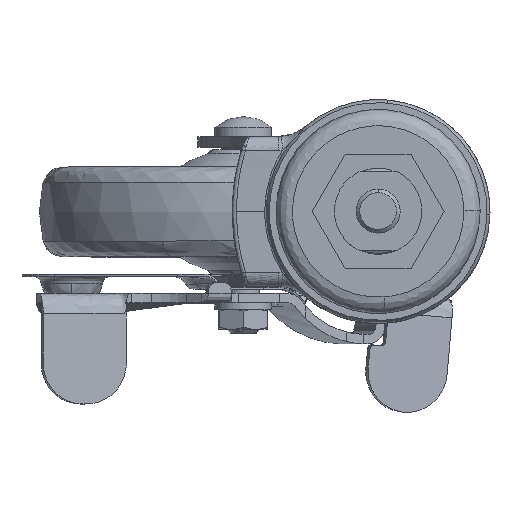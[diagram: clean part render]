
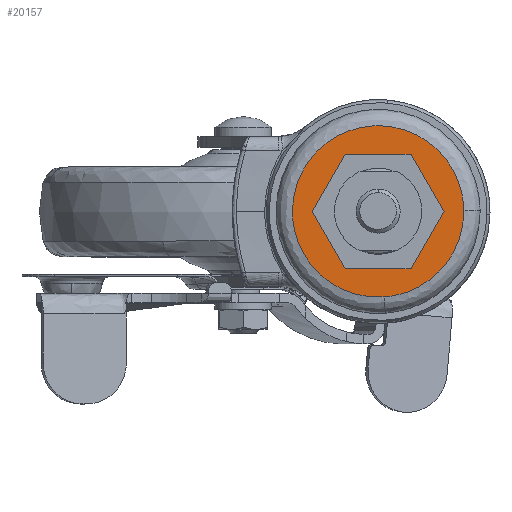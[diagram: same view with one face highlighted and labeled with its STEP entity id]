
A CAD part, top view. The second image highlights one B-rep face of the part: STEP entity #20157.
In plain terms, the highlighted free-form (B-spline) face has degree [1, 1] with [2, 2] control points.
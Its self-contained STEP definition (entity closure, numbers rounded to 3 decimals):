
#15517=CARTESIAN_POINT('',(-8.927,-3.532,-2.499));
#15518=VERTEX_POINT('',#15517);
#15524=CARTESIAN_POINT('',(0.753,-9.57,-2.499));
#15525=VERTEX_POINT('',#15524);
#15526=CARTESIAN_POINT('',(0.753,-9.57,-2.499));
#15527=CARTESIAN_POINT('',(0.377,-9.6,-2.499));
#15528=CARTESIAN_POINT('',(0.,-9.6,-2.499));
#15529=CARTESIAN_POINT('',(-6.526,-9.6,-2.499));
#15530=CARTESIAN_POINT('',(-8.927,-3.532,-2.499));
#15538=(BOUNDED_CURVE()B_SPLINE_CURVE(2,(#15526,#15527,#15528,#15529,#15530),.UNSPECIFIED.,.F.,.U.)B_SPLINE_CURVE_WITH_KNOTS((3,2,3),(0.736,0.75,0.938),.UNSPECIFIED.)CURVE()GEOMETRIC_REPRESENTATION_ITEM()RATIONAL_B_SPLINE_CURVE((0.97,0.984,1.0,0.78,0.89))REPRESENTATION_ITEM(''));
#15539=EDGE_CURVE('',#15525,#15518,#15538,.T.);
#15633=CARTESIAN_POINT('',(9.6,0.0,-2.499));
#15634=VERTEX_POINT('',#15633);
#15635=CARTESIAN_POINT('',(9.6,0.0,-2.499));
#15636=CARTESIAN_POINT('',(9.6,-8.874,-2.499));
#15637=CARTESIAN_POINT('',(0.753,-9.57,-2.499));
#15645=(BOUNDED_CURVE()B_SPLINE_CURVE(2,(#15635,#15636,#15637),.UNSPECIFIED.,.F.,.U.)B_SPLINE_CURVE_WITH_KNOTS((3,3),(0.5,0.736),.UNSPECIFIED.)CURVE()GEOMETRIC_REPRESENTATION_ITEM()RATIONAL_B_SPLINE_CURVE((1.0,0.723,0.97))REPRESENTATION_ITEM(''));
#15646=EDGE_CURVE('',#15634,#15525,#15645,.T.);
#15648=CARTESIAN_POINT('',(-9.6,0.0,-2.499));
#15649=VERTEX_POINT('',#15648);
#15650=CARTESIAN_POINT('',(-9.6,0.0,-2.499));
#15651=CARTESIAN_POINT('',(-9.6,9.6,-2.499));
#15652=CARTESIAN_POINT('',(0.,9.6,-2.499));
#15653=CARTESIAN_POINT('',(9.6,9.6,-2.499));
#15654=CARTESIAN_POINT('',(9.6,0.0,-2.499));
#15662=(BOUNDED_CURVE()B_SPLINE_CURVE(2,(#15650,#15651,#15652,#15653,#15654),.UNSPECIFIED.,.F.,.U.)B_SPLINE_CURVE_WITH_KNOTS((3,2,3),(0.0,0.25,0.5),.UNSPECIFIED.)CURVE()GEOMETRIC_REPRESENTATION_ITEM()RATIONAL_B_SPLINE_CURVE((1.0,0.707,1.0,0.707,1.0))REPRESENTATION_ITEM(''));
#15663=EDGE_CURVE('',#15649,#15634,#15662,.T.);
#15665=CARTESIAN_POINT('',(-8.927,-3.532,-2.499));
#15666=CARTESIAN_POINT('',(-9.6,-1.83,-2.499));
#15667=CARTESIAN_POINT('',(-9.6,0.0,-2.499));
#15675=(BOUNDED_CURVE()B_SPLINE_CURVE(2,(#15665,#15666,#15667),.UNSPECIFIED.,.F.,.U.)B_SPLINE_CURVE_WITH_KNOTS((3,3),(0.938,1.0),.UNSPECIFIED.)CURVE()GEOMETRIC_REPRESENTATION_ITEM()RATIONAL_B_SPLINE_CURVE((0.89,0.927,1.0))REPRESENTATION_ITEM(''));
#15676=EDGE_CURVE('',#15518,#15649,#15675,.T.);
#18474=CARTESIAN_POINT('',(1.464,-20.949,-2.499));
#18475=VERTEX_POINT('',#18474);
#18476=CARTESIAN_POINT('',(-21.0,0.0,-2.499));
#18477=VERTEX_POINT('',#18476);
#18478=CARTESIAN_POINT('',(1.464,-20.949,-2.499));
#18479=CARTESIAN_POINT('',(0.733,-21.,-2.499));
#18480=CARTESIAN_POINT('',(0.0,-21.0,-2.499));
#18481=CARTESIAN_POINT('',(-21.,-21.,-2.499));
#18482=CARTESIAN_POINT('',(-21.0,0.0,-2.499));
#18490=(BOUNDED_CURVE()B_SPLINE_CURVE(2,(#18478,#18479,#18480,#18481,#18482),.UNSPECIFIED.,.F.,.U.)B_SPLINE_CURVE_WITH_KNOTS((3,2,3),(0.738,0.75,1.0),.UNSPECIFIED.)CURVE()GEOMETRIC_REPRESENTATION_ITEM()RATIONAL_B_SPLINE_CURVE((0.973,0.986,1.0,0.707,1.0))REPRESENTATION_ITEM(''));
#18491=EDGE_CURVE('',#18475,#18477,#18490,.T.);
#18493=CARTESIAN_POINT('',(20.998,0.264,-2.499));
#18494=VERTEX_POINT('',#18493);
#18495=CARTESIAN_POINT('',(-21.0,0.0,-2.499));
#18496=CARTESIAN_POINT('',(-21.,21.,-2.499));
#18497=CARTESIAN_POINT('',(0.0,21.0,-2.499));
#18498=CARTESIAN_POINT('',(20.738,21.,-2.499));
#18499=CARTESIAN_POINT('',(20.998,0.264,-2.499));
#18507=(BOUNDED_CURVE()B_SPLINE_CURVE(2,(#18495,#18496,#18497,#18498,#18499),.UNSPECIFIED.,.F.,.U.)B_SPLINE_CURVE_WITH_KNOTS((3,2,3),(0.0,0.25,0.498),.UNSPECIFIED.)CURVE()GEOMETRIC_REPRESENTATION_ITEM()RATIONAL_B_SPLINE_CURVE((1.0,0.707,1.0,0.71,0.995))REPRESENTATION_ITEM(''));
#18508=EDGE_CURVE('',#18477,#18494,#18507,.T.);
#18592=CARTESIAN_POINT('',(21.0,0.0,-2.499));
#18593=VERTEX_POINT('',#18592);
#18594=CARTESIAN_POINT('',(21.0,0.0,-2.499));
#18595=CARTESIAN_POINT('',(21.,-19.583,-2.499));
#18596=CARTESIAN_POINT('',(1.464,-20.949,-2.499));
#18604=(BOUNDED_CURVE()B_SPLINE_CURVE(2,(#18594,#18595,#18596),.UNSPECIFIED.,.F.,.U.)B_SPLINE_CURVE_WITH_KNOTS((3,3),(0.5,0.738),.UNSPECIFIED.)CURVE()GEOMETRIC_REPRESENTATION_ITEM()RATIONAL_B_SPLINE_CURVE((1.0,0.721,0.973))REPRESENTATION_ITEM(''));
#18605=EDGE_CURVE('',#18593,#18475,#18604,.T.);
#18637=CARTESIAN_POINT('',(20.998,0.264,-2.499));
#18638=CARTESIAN_POINT('',(21.,0.132,-2.499));
#18639=CARTESIAN_POINT('',(21.0,0.0,-2.499));
#18647=(BOUNDED_CURVE()B_SPLINE_CURVE(2,(#18637,#18638,#18639),.UNSPECIFIED.,.F.,.U.)B_SPLINE_CURVE_WITH_KNOTS((3,3),(0.498,0.5),.UNSPECIFIED.)CURVE()GEOMETRIC_REPRESENTATION_ITEM()RATIONAL_B_SPLINE_CURVE((0.995,0.997,1.0))REPRESENTATION_ITEM(''));
#18648=EDGE_CURVE('',#18494,#18593,#18647,.T.);
#20140=CARTESIAN_POINT('',(23.098,-23.095,-2.499));
#20141=CARTESIAN_POINT('',(-23.098,-23.095,-2.499));
#20142=CARTESIAN_POINT('',(23.098,23.097,-2.499));
#20143=CARTESIAN_POINT('',(-23.098,23.097,-2.499));
#20144=B_SPLINE_SURFACE_WITH_KNOTS('',1,1,((#20140,#20142),(#20141,#20143)),.UNSPECIFIED.,.F.,.F.,.U.,(2,2),(2,2),(0.0,46.196),(0.0,46.193),.UNSPECIFIED.);
#20145=ORIENTED_EDGE('',*,*,#18491,.F.);
#20146=ORIENTED_EDGE('',*,*,#18605,.F.);
#20147=ORIENTED_EDGE('',*,*,#18648,.F.);
#20148=ORIENTED_EDGE('',*,*,#18508,.F.);
#20149=EDGE_LOOP('',(#20145,#20146,#20147,#20148));
#20150=FACE_OUTER_BOUND('',#20149,.T.);
#20151=ORIENTED_EDGE('',*,*,#15663,.T.);
#20152=ORIENTED_EDGE('',*,*,#15646,.T.);
#20153=ORIENTED_EDGE('',*,*,#15539,.T.);
#20154=ORIENTED_EDGE('',*,*,#15676,.T.);
#20155=EDGE_LOOP('',(#20151,#20152,#20153,#20154));
#20156=FACE_BOUND('',#20155,.T.);
#20157=ADVANCED_FACE('',(#20150,#20156),#20144,.F.);
